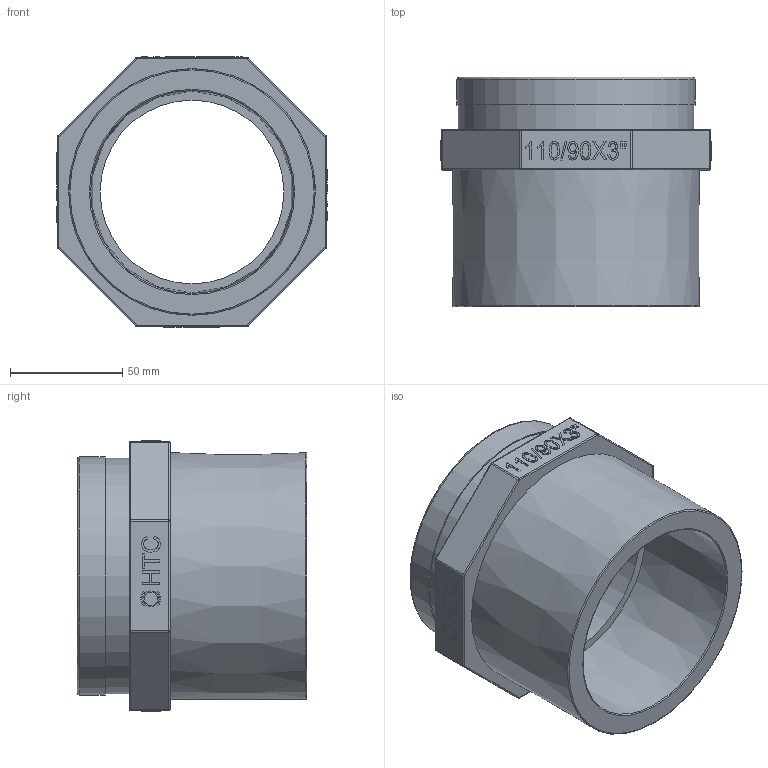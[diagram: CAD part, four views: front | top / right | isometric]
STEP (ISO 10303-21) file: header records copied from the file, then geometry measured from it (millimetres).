
FILE_DESCRIPTION(/* description */ (''),/* implementation_level */ '2;1');
FILE_NAME(/* name */ 'AF0351.110.090.step',/* time_stamp */ '2026-01-22T09:57:23+01:00',/* author */ (''),/* organization */ (''),/* preprocessor_version */ 'ST-DEVELOPER v20.1',/* originating_system */ 'Autodesk Translation Framework v14.21.0.0',/* authorisation */ '');
FILE_SCHEMA (('AUTOMOTIVE_DESIGN { 1 0 10303 214 3 1 1 }'));
Length unit declared in the file: millimetre
Products named in the file (1): 2026-01-22-08-41-49-562
Bounding box: 120.5 x 102.38 x 120.5 mm (x, y, z)
Volume: 381430.4 mm3; surface area: 96293.6 mm2
Topology: 2 solids, 2 shells, 292 faces, 715 edges, 465 vertices
Faces by surface type: plane 155, bspline 65, cylinder 64, torus 6, cone 2
Full cylindrical faces by diameter (mm): 6 x1, 7 x1, 82 x1, 84.926 x12, 87.884 x13, 88.404 x1, 90 x1, 105 x1, 105.104 x1, 106.272 x1
Entity records: 16433 total; most frequent: CARTESIAN_POINT 9899, ORIENTED_EDGE 1430, DIRECTION 1130, EDGE_CURVE 715, VERTEX_POINT 465, LINE 448, VECTOR 448, AXIS2_PLACEMENT_3D 341
